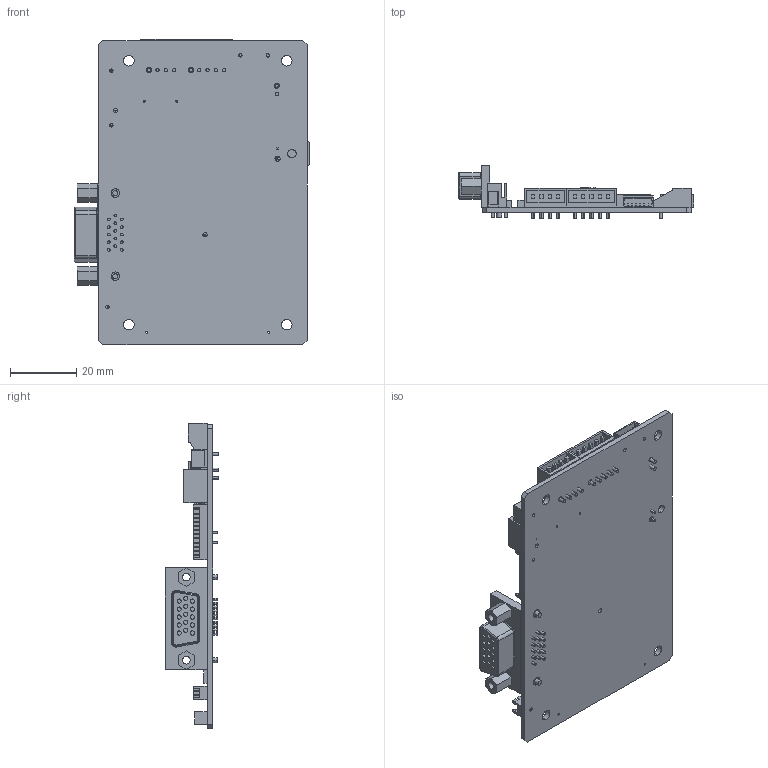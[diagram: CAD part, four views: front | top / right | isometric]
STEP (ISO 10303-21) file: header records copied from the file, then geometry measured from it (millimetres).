
FILE_DESCRIPTION (( 'STEP AP203' ), '1' );
FILE_NAME ('Assy PCB DT-1920-VGA 417750000-3 201211.STEP', '2020-12-11T22:14:57', ( '' ), ( '' ), 'SwSTEP 2.0', 'SolidWorks 2020', '' );
FILE_SCHEMA (( 'CONFIG_CONTROL_DESIGN' ));
Length unit declared in the file: inch
Products named in the file (17): 215090251-3 LVDS 51 pin; 210017303-3 Conn HDR SMT 3P RA; 210061102-3 1.25-F-2P; 210061112-3 1.25-F-12P; 210016005-3 Conn Hdr 5P RA; 210016004-3 Conn Hdr 4P RA; Assy PCB DT-1920-VGA 417750000-3 201211; 210082402-3 Header 2P Vert; 210010003-3 2.5-F-03p; 210016002-3 Conn Hdr 2P RA; 190010405-3 DIP Switch 4P Horz; 210094803-3 Conn Hdr 3P Vert; 210202815-3 VGA Port Horiz; 190010805-3 DIP Switch 8P Horz; 210072106-3 Conn Hdr SMT 6P RA; PCB DT-1920-VGA 7750000 201211; 210018004-3 PH Conn 2.0-F-04p
Assembly tree (16 placements, depth 2):
  Assy PCB DT-1920-VGA 417750000-3 201211
    PCB DT-1920-VGA 7750000 201211
    190010805-3 DIP Switch 8P Horz
    210010003-3 2.5-F-03p
    210061102-3 1.25-F-2P
    210061112-3 1.25-F-12P
    210082402-3 Header 2P Vert
    215090251-3 LVDS 51 pin
    190010405-3 DIP Switch 4P Horz
    210016002-3 Conn Hdr 2P RA
    210016004-3 Conn Hdr 4P RA
    210016005-3 Conn Hdr 5P RA
    210017303-3 Conn HDR SMT 3P RA
    210072106-3 Conn Hdr SMT 6P RA
    210094803-3 Conn Hdr 3P Vert
    210018004-3 PH Conn 2.0-F-04p
    210202815-3 VGA Port Horiz
Bounding box: 70.74 x 15.95 x 91.75 mm (x, y, z)
Volume: 14359.8 mm3; surface area: 20624.9 mm2
Topology: 16 solids, 16 shells, 928 faces, 2217 edges, 1464 vertices
Faces by surface type: plane 717, cylinder 201, torus 10
Entity records: 28608 total; most frequent: CARTESIAN_POINT 4628, DIRECTION 4525, ORIENTED_EDGE 4434, EDGE_CURVE 2217, LINE 1803, VECTOR 1803, VERTEX_POINT 1464, AXIS2_PLACEMENT_3D 1361
